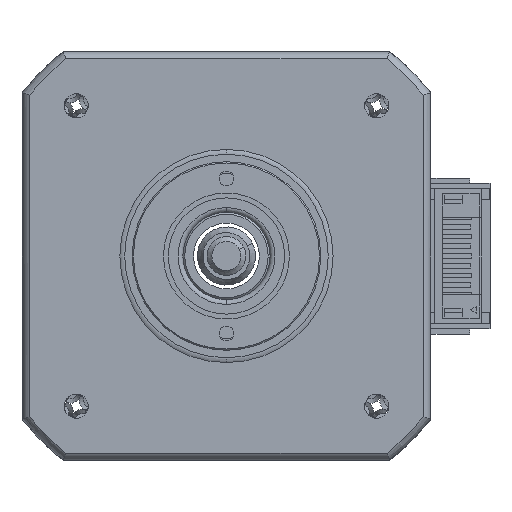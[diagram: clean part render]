
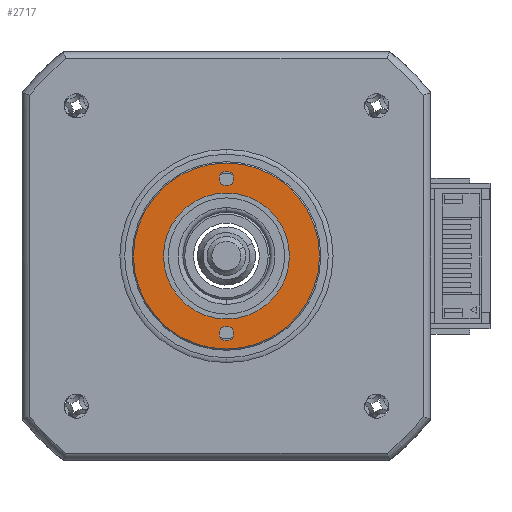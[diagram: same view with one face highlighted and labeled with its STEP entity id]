
A CAD part, left-side view. The second image highlights one B-rep face of the part: STEP entity #2717.
In plain terms, the highlighted planar face has unit normal (-1, 0, 0).
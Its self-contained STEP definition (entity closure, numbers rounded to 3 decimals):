
#94 = CARTESIAN_POINT ( 'NONE',  ( -26.423, -5.128, 48.3 ) ) ;
#387 = AXIS2_PLACEMENT_3D ( 'NONE', #3630, #10573, #4620 ) ;
#424 = VERTEX_POINT ( 'NONE', #8422 ) ;
#749 = CARTESIAN_POINT ( 'NONE',  ( -26.423, 4.472, 40.3 ) ) ;
#924 = CARTESIAN_POINT ( 'NONE',  ( -26.423, 4.472, 48.3 ) ) ;
#1002 = DIRECTION ( 'NONE',  ( 1., 0., 0. ) ) ;
#1093 = FACE_BOUND ( 'NONE', #7050, .T. ) ;
#1611 = EDGE_CURVE ( 'NONE', #8684, #10431, #5807, .T. ) ;
#1615 = CIRCLE ( 'NONE', #3346, 0.75 ) ;
#1853 = DIRECTION ( 'NONE',  ( 0., 1., 0. ) ) ;
#1954 = AXIS2_PLACEMENT_3D ( 'NONE', #2013, #9900, #9810 ) ;
#1985 = AXIS2_PLACEMENT_3D ( 'NONE', #924, #7690, #1853 ) ;
#2013 = CARTESIAN_POINT ( 'NONE',  ( -26.423, 4.472, 48.3 ) ) ;
#2042 = EDGE_LOOP ( 'NONE', ( #3230, #2090 ) ) ;
#2090 = ORIENTED_EDGE ( 'NONE', *, *, #6919, .T. ) ;
#2717 = ADVANCED_FACE ( 'NONE', ( #6216, #3602, #1093, #3904 ), #10872, .F. ) ;
#2970 = AXIS2_PLACEMENT_3D ( 'NONE', #10540, #4591, #11552 ) ;
#3132 = ORIENTED_EDGE ( 'NONE', *, *, #9110, .T. ) ;
#3230 = ORIENTED_EDGE ( 'NONE', *, *, #8942, .T. ) ;
#3346 = AXIS2_PLACEMENT_3D ( 'NONE', #3822, #10764, #4799 ) ;
#3368 = CIRCLE ( 'NONE', #7373, 6.5 ) ;
#3420 = CARTESIAN_POINT ( 'NONE',  ( -26.423, 5.222, 40.3 ) ) ;
#3444 = DIRECTION ( 'NONE',  ( -1., 0., 0. ) ) ;
#3512 = CARTESIAN_POINT ( 'NONE',  ( -26.423, 4.472, 56.3 ) ) ;
#3602 = FACE_BOUND ( 'NONE', #11374, .T. ) ;
#3630 = CARTESIAN_POINT ( 'NONE',  ( -26.423, 4.472, 56.3 ) ) ;
#3822 = CARTESIAN_POINT ( 'NONE',  ( -26.423, 4.472, 40.3 ) ) ;
#3904 = FACE_BOUND ( 'NONE', #12249, .T. ) ;
#4477 = DIRECTION ( 'NONE',  ( 0., 1., 0. ) ) ;
#4591 = DIRECTION ( 'NONE',  ( -1., 0., 0. ) ) ;
#4594 = DIRECTION ( 'NONE',  ( 0., 1., 0. ) ) ;
#4620 = DIRECTION ( 'NONE',  ( 0., 1., 0. ) ) ;
#4799 = DIRECTION ( 'NONE',  ( 0., 1., 0. ) ) ;
#4840 = CARTESIAN_POINT ( 'NONE',  ( -26.423, 3.722, 40.3 ) ) ;
#5104 = CIRCLE ( 'NONE', #2970, 9.6 ) ;
#5434 = VERTEX_POINT ( 'NONE', #94 ) ;
#5807 = CIRCLE ( 'NONE', #9588, 0.75 ) ;
#5904 = DIRECTION ( 'NONE',  ( 1., 0., 0. ) ) ;
#6216 = FACE_OUTER_BOUND ( 'NONE', #2042, .T. ) ;
#6626 = AXIS2_PLACEMENT_3D ( 'NONE', #3512, #10432, #4477 ) ;
#6787 = CARTESIAN_POINT ( 'NONE',  ( -26.423, 4.472, 48.3 ) ) ;
#6919 = EDGE_CURVE ( 'NONE', #5434, #424, #5104, .T. ) ;
#7050 = EDGE_LOOP ( 'NONE', ( #7859, #7886 ) ) ;
#7059 = EDGE_CURVE ( 'NONE', #10431, #8684, #1615, .T. ) ;
#7193 = CARTESIAN_POINT ( 'NONE',  ( -26.423, -2.028, 48.3 ) ) ;
#7373 = AXIS2_PLACEMENT_3D ( 'NONE', #6787, #1002, #7775 ) ;
#7690 = DIRECTION ( 'NONE',  ( 1., 0., 0. ) ) ;
#7696 = VERTEX_POINT ( 'NONE', #10915 ) ;
#7775 = DIRECTION ( 'NONE',  ( 0., 1., 0. ) ) ;
#7859 = ORIENTED_EDGE ( 'NONE', *, *, #9425, .T. ) ;
#7886 = ORIENTED_EDGE ( 'NONE', *, *, #10839, .T. ) ;
#8422 = CARTESIAN_POINT ( 'NONE',  ( -26.423, 14.072, 48.3 ) ) ;
#8684 = VERTEX_POINT ( 'NONE', #3420 ) ;
#8758 = CARTESIAN_POINT ( 'NONE',  ( -26.423, 5.222, 56.3 ) ) ;
#8942 = EDGE_CURVE ( 'NONE', #424, #5434, #10486, .T. ) ;
#9110 = EDGE_CURVE ( 'NONE', #7696, #12602, #3368, .T. ) ;
#9127 = CARTESIAN_POINT ( 'NONE',  ( -26.423, 3.722, 56.3 ) ) ;
#9325 = CARTESIAN_POINT ( 'NONE',  ( -26.423, 4.472, 48.3 ) ) ;
#9425 = EDGE_CURVE ( 'NONE', #10969, #10095, #12174, .T. ) ;
#9588 = AXIS2_PLACEMENT_3D ( 'NONE', #749, #5904, #4594 ) ;
#9810 = DIRECTION ( 'NONE',  ( 0., 1., 0. ) ) ;
#9856 = CIRCLE ( 'NONE', #387, 0.75 ) ;
#9900 = DIRECTION ( 'NONE',  ( 1., 0., 0. ) ) ;
#10095 = VERTEX_POINT ( 'NONE', #9127 ) ;
#10358 = DIRECTION ( 'NONE',  ( 0., 1., 0. ) ) ;
#10377 = EDGE_CURVE ( 'NONE', #12602, #7696, #10822, .T. ) ;
#10431 = VERTEX_POINT ( 'NONE', #4840 ) ;
#10432 = DIRECTION ( 'NONE',  ( 1., 0., 0. ) ) ;
#10486 = CIRCLE ( 'NONE', #12277, 9.6 ) ;
#10511 = ORIENTED_EDGE ( 'NONE', *, *, #1611, .T. ) ;
#10540 = CARTESIAN_POINT ( 'NONE',  ( -26.423, 4.472, 48.3 ) ) ;
#10573 = DIRECTION ( 'NONE',  ( 1., 0., 0. ) ) ;
#10764 = DIRECTION ( 'NONE',  ( 1., 0., 0. ) ) ;
#10822 = CIRCLE ( 'NONE', #1985, 6.5 ) ;
#10839 = EDGE_CURVE ( 'NONE', #10095, #10969, #9856, .T. ) ;
#10872 = PLANE ( 'NONE',  #1954 ) ;
#10880 = ORIENTED_EDGE ( 'NONE', *, *, #10377, .T. ) ;
#10915 = CARTESIAN_POINT ( 'NONE',  ( -26.423, 10.972, 48.3 ) ) ;
#10969 = VERTEX_POINT ( 'NONE', #8758 ) ;
#11374 = EDGE_LOOP ( 'NONE', ( #10511, #12657 ) ) ;
#11552 = DIRECTION ( 'NONE',  ( 0., 1., 0. ) ) ;
#12174 = CIRCLE ( 'NONE', #6626, 0.75 ) ;
#12249 = EDGE_LOOP ( 'NONE', ( #10880, #3132 ) ) ;
#12277 = AXIS2_PLACEMENT_3D ( 'NONE', #9325, #3444, #10358 ) ;
#12602 = VERTEX_POINT ( 'NONE', #7193 ) ;
#12657 = ORIENTED_EDGE ( 'NONE', *, *, #7059, .T. ) ;
